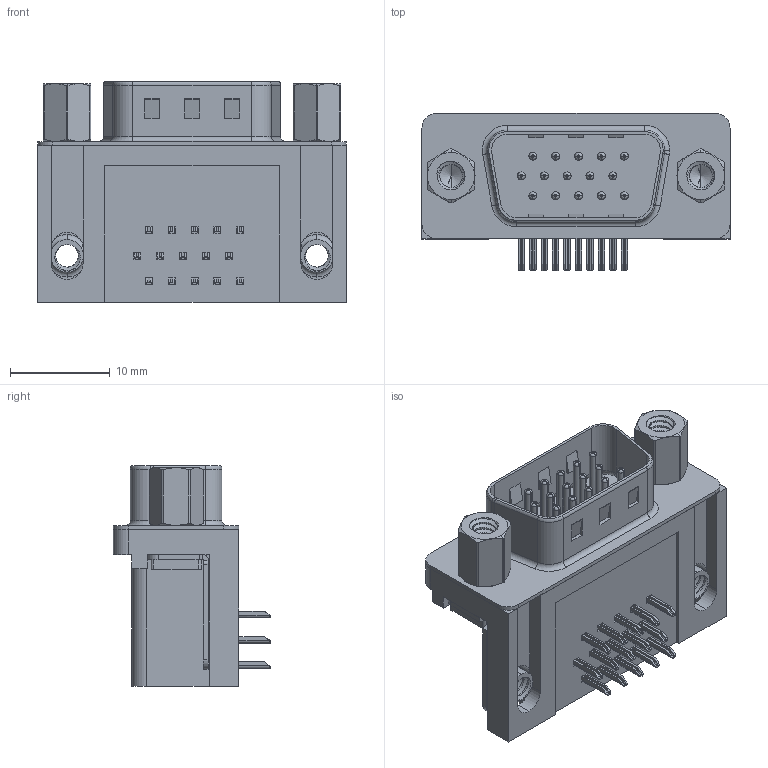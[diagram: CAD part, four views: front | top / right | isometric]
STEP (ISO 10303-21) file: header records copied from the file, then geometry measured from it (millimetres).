
FILE_DESCRIPTION (( 'STEP AP203' ), '1' );
FILE_NAME ('633-015-263-053.STEP', '2018-11-08T19:38:01', ( '' ), ( '' ), 'SwSTEP 2.0', 'SolidWorks 2016', '' );
FILE_SCHEMA (( 'CONFIG_CONTROL_DESIGN' ));
Length unit declared in the file: millimetre
Products named in the file (9): 633 4-40 Threaded Board Mount; 633 4-40 Threaded Rivet; 633 4-40 Hex Standoff; 633-015-263-053; 633 Housing_15 Contact; 633 Shell_15 Contact; 633 Contact Bottom; 633 Contact Middle; 633 Contact Top
Assembly tree (23 placements, depth 2):
  633-015-263-053
    633 Housing_15 Contact
    633 Shell_15 Contact
    633 Contact Bottom  x5
    633 Contact Middle  x5
    633 Contact Top  x5
    633 4-40 Threaded Board Mount  x2
    633 4-40 Threaded Rivet  x2
    633 4-40 Hex Standoff  x2
Bounding box: 30.89 x 15.73 x 22.1 mm (x, y, z)
Volume: 4287.3 mm3; surface area: 5958.2 mm2
Topology: 23 solids, 23 shells, 1593 faces, 3993 edges, 2485 vertices
Faces by surface type: plane 883, cylinder 519, torus 133, cone 34, bspline 24
Entity records: 25972 total; most frequent: CARTESIAN_POINT 9053, DIRECTION 3269, ORIENTED_EDGE 3250, EDGE_CURVE 1625, AXIS2_PLACEMENT_3D 1141, VERTEX_POINT 1035, VECTOR 987, LINE 987
